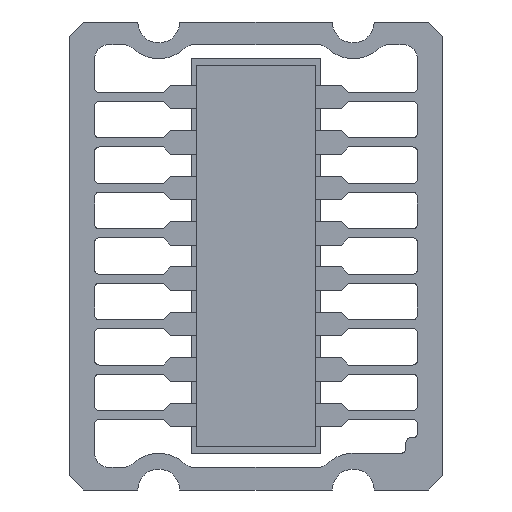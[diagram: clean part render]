
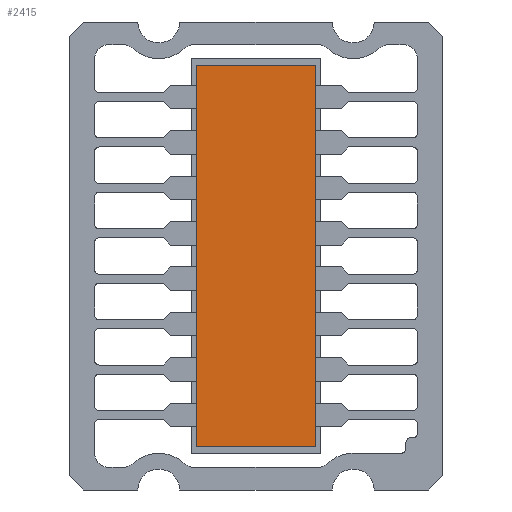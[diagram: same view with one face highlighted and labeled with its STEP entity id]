
A CAD part, front view. The second image highlights one B-rep face of the part: STEP entity #2415.
In plain terms, the highlighted planar face has unit normal (0, -1, 0).
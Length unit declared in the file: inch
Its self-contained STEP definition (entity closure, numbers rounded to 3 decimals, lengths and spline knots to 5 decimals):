
#50=DIRECTION('',(-1.,0.,0.));
#51=VECTOR('',#50,0.264);
#52=CARTESIAN_POINT('',(0.132,0.,0.42));
#53=LINE('',#52,#51);
#62=DIRECTION('',(1.,0.,0.));
#63=VECTOR('',#62,0.264);
#64=CARTESIAN_POINT('',(-0.132,0.,-0.42));
#65=LINE('',#64,#63);
#74=DIRECTION('',(0.,0.,1.));
#75=VECTOR('',#74,0.84);
#76=CARTESIAN_POINT('',(-0.132,0.,-0.42));
#77=LINE('',#76,#75);
#82=DIRECTION('',(0.,0.,1.));
#83=VECTOR('',#82,0.84);
#84=CARTESIAN_POINT('',(0.132,0.,-0.42));
#85=LINE('',#84,#83);
#1742=CARTESIAN_POINT('',(0.132,0.,0.42));
#1744=VERTEX_POINT('',#1742);
#1898=CARTESIAN_POINT('',(0.132,0.,-0.42));
#1900=VERTEX_POINT('',#1898);
#2030=CARTESIAN_POINT('',(-0.132,0.,0.42));
#2032=VERTEX_POINT('',#2030);
#2186=CARTESIAN_POINT('',(-0.132,0.,-0.42));
#2188=VERTEX_POINT('',#2186);
#2401=CARTESIAN_POINT('',(0.,0.,-0.435));
#2402=DIRECTION('',(0.,-1.,0.));
#2403=DIRECTION('',(1.,0.,0.));
#2404=AXIS2_PLACEMENT_3D('',#2401,#2402,#2403);
#2405=PLANE('',#2404);
#2407=ORIENTED_EDGE('',*,*,#2406,.F.);
#2409=ORIENTED_EDGE('',*,*,#2408,.T.);
#2410=ORIENTED_EDGE('',*,*,#2391,.F.);
#2412=ORIENTED_EDGE('',*,*,#2411,.F.);
#2413=EDGE_LOOP('',(#2407,#2409,#2410,#2412));
#2414=FACE_OUTER_BOUND('',#2413,.F.);
#2415=ADVANCED_FACE('',(#2414),#2405,.T.);
#2391=EDGE_CURVE('',#1744,#2032,#53,.T.);
#2406=EDGE_CURVE('',#2188,#1900,#65,.T.);
#2408=EDGE_CURVE('',#2188,#2032,#77,.T.);
#2411=EDGE_CURVE('',#1900,#1744,#85,.T.);
